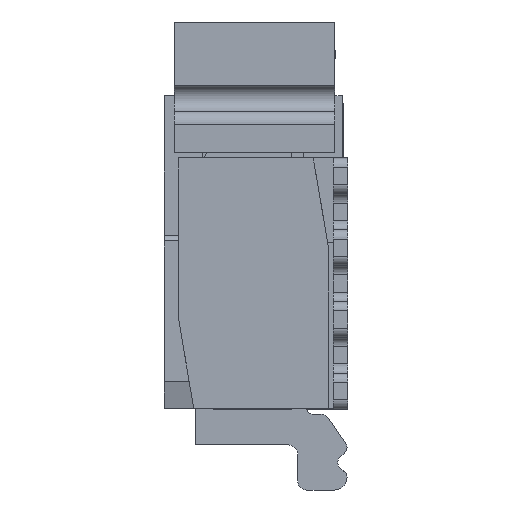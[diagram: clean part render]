
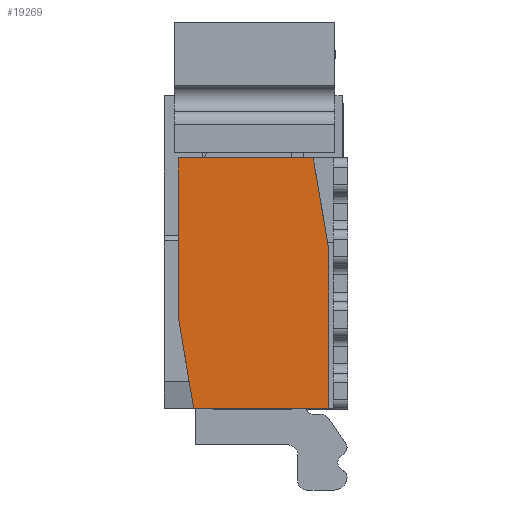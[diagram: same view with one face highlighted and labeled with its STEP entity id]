
A CAD part, left-side view. The second image highlights one B-rep face of the part: STEP entity #19269.
In plain terms, the highlighted planar face has unit normal (-1, 0, 0).
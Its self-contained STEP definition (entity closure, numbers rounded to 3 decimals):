
#5333=DIRECTION('',(0.,1.,0.));
#5334=VECTOR('',#5333,1.885);
#5335=CARTESIAN_POINT('',(-8.065,-0.835,-0.87));
#5336=LINE('',#5335,#5334);
#7145=DIRECTION('',(0.,0.167,0.986));
#7146=VECTOR('',#7145,1.288);
#7147=CARTESIAN_POINT('',(-8.065,0.835,-4.37));
#7148=LINE('',#7147,#7146);
#7149=DIRECTION('',(0.,0.,-1.));
#7150=VECTOR('',#7149,2.23);
#7151=CARTESIAN_POINT('',(-8.065,1.05,-0.87));
#7152=LINE('',#7151,#7150);
#7153=DIRECTION('',(0.,-0.167,-0.986));
#7154=VECTOR('',#7153,1.288);
#7155=CARTESIAN_POINT('',(-8.065,-0.835,-0.87));
#7156=LINE('',#7155,#7154);
#7157=DIRECTION('',(0.,0.,-1.));
#7158=VECTOR('',#7157,2.23);
#7159=CARTESIAN_POINT('',(-8.065,-1.05,-2.14));
#7160=LINE('',#7159,#7158);
#7161=DIRECTION('',(0.,1.,0.));
#7162=VECTOR('',#7161,1.885);
#7163=CARTESIAN_POINT('',(-8.065,-1.05,-4.37));
#7164=LINE('',#7163,#7162);
#7695=CARTESIAN_POINT('',(-8.065,-1.05,-4.37));
#7696=VERTEX_POINT('',#7695);
#7775=CARTESIAN_POINT('',(-8.065,0.835,-4.37));
#7776=CARTESIAN_POINT('',(-8.065,1.05,-3.1));
#7777=VERTEX_POINT('',#7775);
#7778=VERTEX_POINT('',#7776);
#7779=CARTESIAN_POINT('',(-8.065,-0.835,-0.87));
#7780=CARTESIAN_POINT('',(-8.065,-1.05,-2.14));
#7781=VERTEX_POINT('',#7779);
#7782=VERTEX_POINT('',#7780);
#7789=CARTESIAN_POINT('',(-8.065,1.05,-0.87));
#7790=VERTEX_POINT('',#7789);
#19253=CARTESIAN_POINT('',(-8.065,-1.245,-4.37));
#19254=DIRECTION('',(-1.,0.,0.));
#19255=DIRECTION('',(0.,0.,1.));
#19256=AXIS2_PLACEMENT_3D('',#19253,#19254,#19255);
#19257=PLANE('',#19256);
#19259=ORIENTED_EDGE('',*,*,#19258,.T.);
#19260=ORIENTED_EDGE('',*,*,#19242,.F.);
#19261=ORIENTED_EDGE('',*,*,#16900,.F.);
#19263=ORIENTED_EDGE('',*,*,#19262,.T.);
#19265=ORIENTED_EDGE('',*,*,#19264,.T.);
#19266=ORIENTED_EDGE('',*,*,#10179,.T.);
#19267=EDGE_LOOP('',(#19259,#19260,#19261,#19263,#19265,#19266));
#19268=FACE_OUTER_BOUND('',#19267,.F.);
#10179=EDGE_CURVE('',#7696,#7777,#7164,.T.);
#16900=EDGE_CURVE('',#7781,#7790,#5336,.T.);
#19242=EDGE_CURVE('',#7790,#7778,#7152,.T.);
#19258=EDGE_CURVE('',#7777,#7778,#7148,.T.);
#19262=EDGE_CURVE('',#7781,#7782,#7156,.T.);
#19264=EDGE_CURVE('',#7782,#7696,#7160,.T.);
#19269=ADVANCED_FACE('',(#19268),#19257,.T.);
